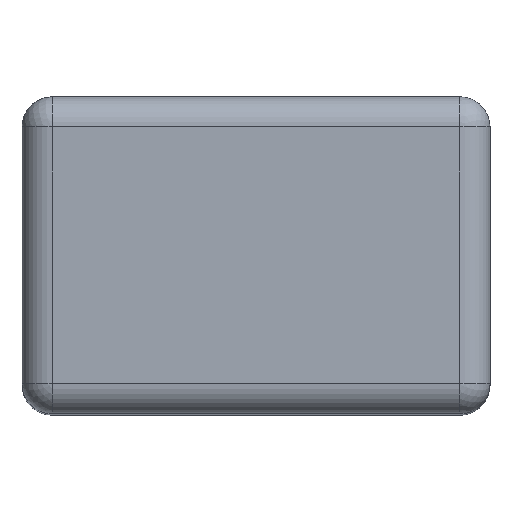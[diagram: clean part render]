
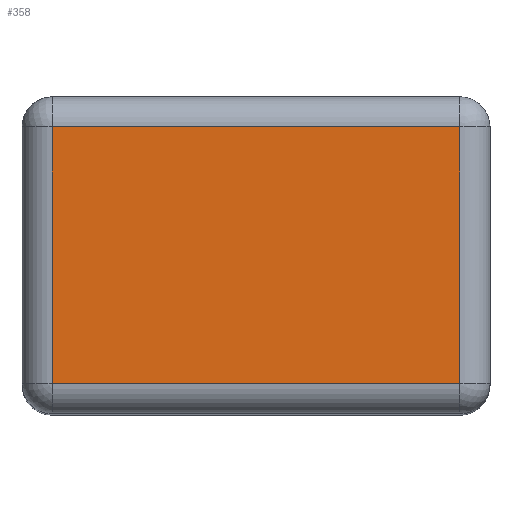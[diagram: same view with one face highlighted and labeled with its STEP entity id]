
A CAD part, top view. The second image highlights one B-rep face of the part: STEP entity #358.
In plain terms, the highlighted planar face has unit normal (0, 0, 1).
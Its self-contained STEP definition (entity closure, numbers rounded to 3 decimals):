
#20=PLANE('',#422);
#33=LINE('',#625,#57);
#35=LINE('',#628,#59);
#39=LINE('',#634,#63);
#41=LINE('',#637,#65);
#57=VECTOR('',#515,10.);
#59=VECTOR('',#519,10.);
#63=VECTOR('',#527,10.);
#65=VECTOR('',#531,10.);
#106=FACE_OUTER_BOUND('',#132,.T.);
#132=EDGE_LOOP('',(#321,#322,#323,#324));
#158=VERTEX_POINT('',#552);
#164=VERTEX_POINT('',#566);
#167=VERTEX_POINT('',#573);
#176=VERTEX_POINT('',#603);
#217=EDGE_CURVE('',#164,#176,#33,.T.);
#219=EDGE_CURVE('',#176,#167,#35,.T.);
#223=EDGE_CURVE('',#167,#158,#39,.T.);
#225=EDGE_CURVE('',#158,#164,#41,.T.);
#321=ORIENTED_EDGE('',*,*,#217,.F.);
#322=ORIENTED_EDGE('',*,*,#225,.F.);
#323=ORIENTED_EDGE('',*,*,#223,.F.);
#324=ORIENTED_EDGE('',*,*,#219,.F.);
#358=ADVANCED_FACE('',(#106),#20,.T.);
#422=AXIS2_PLACEMENT_3D('',#647,#547,#548);
#515=DIRECTION('',(1.,0.,0.));
#519=DIRECTION('',(0.,-1.,0.));
#527=DIRECTION('',(-1.,0.,0.));
#531=DIRECTION('',(0.,1.,0.));
#547=DIRECTION('center_axis',(0.,0.,1.));
#548=DIRECTION('ref_axis',(1.,0.,0.));
#552=CARTESIAN_POINT('',(2.,2.,60.));
#566=CARTESIAN_POINT('',(2.,19.,60.));
#573=CARTESIAN_POINT('',(29.,2.,60.));
#603=CARTESIAN_POINT('',(29.,19.,60.));
#625=CARTESIAN_POINT('',(23.25,19.,60.));
#628=CARTESIAN_POINT('',(29.,5.25,60.));
#634=CARTESIAN_POINT('',(7.75,2.,60.));
#637=CARTESIAN_POINT('',(2.,15.75,60.));
#647=CARTESIAN_POINT('Origin',(15.5,10.5,60.));
